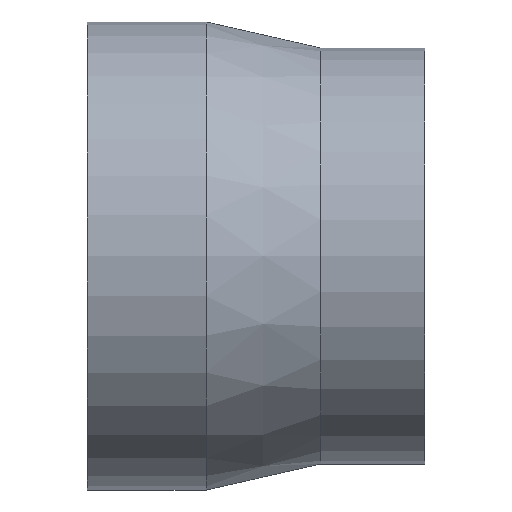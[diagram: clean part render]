
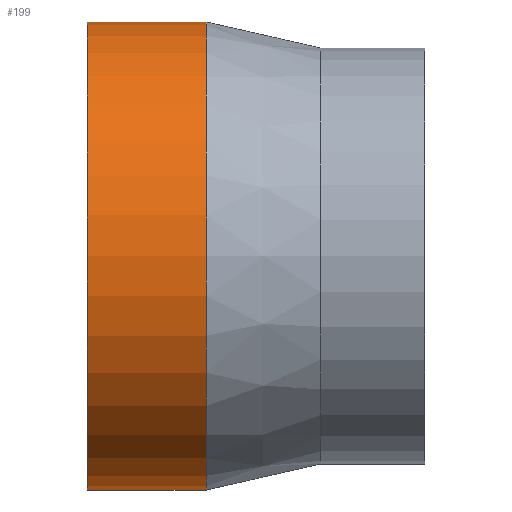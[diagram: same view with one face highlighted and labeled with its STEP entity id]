
A CAD part, top view. The second image highlights one B-rep face of the part: STEP entity #199.
In plain terms, the highlighted cylindrical face has radius 157.5 mm (diameter 315 mm), a partial arc.
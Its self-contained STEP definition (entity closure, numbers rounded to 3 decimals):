
#109 = VERTEX_POINT( '', #249 );
#113 = VERTEX_POINT( '', #253 );
#115 = EDGE_CURVE( '', #129, #109, #255, .T. );
#121 = EDGE_CURVE( '', #113, #109, #261, .T. );
#129 = VERTEX_POINT( '', #269 );
#173 = EDGE_CURVE( '', #113, #193, #317, .T. );
#193 = VERTEX_POINT( '', #342 );
#195 = EDGE_CURVE( '', #193, #129, #344, .T. );
#199 = ADVANCED_FACE( '', ( #348 ), #349, .T. );
#249 = CARTESIAN_POINT( '', ( 0., 157.5, 0. ) );
#253 = CARTESIAN_POINT( '', ( 0., -157.5, 0. ) );
#255 = LINE( '', #401, #402 );
#261 = CIRCLE( '', #412, 157.5 );
#269 = CARTESIAN_POINT( '', ( 80., 157.5, 0. ) );
#317 = LINE( '', #491, #492 );
#342 = CARTESIAN_POINT( '', ( 80., -157.5, 0. ) );
#344 = CIRCLE( '', #522, 157.5 );
#348 = FACE_OUTER_BOUND( '', #527, .T. );
#349 = CYLINDRICAL_SURFACE( '', #528, 157.5 );
#401 = CARTESIAN_POINT( '', ( 40., 157.5, 0. ) );
#402 = VECTOR( '', #580, 1. );
#412 = AXIS2_PLACEMENT_3D( '', #585, #586, #587 );
#491 = CARTESIAN_POINT( '', ( 40., -157.5, 0. ) );
#492 = VECTOR( '', #651, 1. );
#522 = AXIS2_PLACEMENT_3D( '', #689, #690, #691 );
#527 = EDGE_LOOP( '', ( #696, #697, #698, #699 ) );
#528 = AXIS2_PLACEMENT_3D( '', #700, #701, #702 );
#580 = DIRECTION( '', ( -1., 0., 0. ) );
#585 = CARTESIAN_POINT( '', ( 0., 0., 0. ) );
#586 = DIRECTION( '', ( -1., 0., 0. ) );
#587 = DIRECTION( '', ( 0., 1., 0. ) );
#651 = DIRECTION( '', ( 1., 0., 0. ) );
#689 = CARTESIAN_POINT( '', ( 80., 0., 0. ) );
#690 = DIRECTION( '', ( -1., 0., 0. ) );
#691 = DIRECTION( '', ( 0., 1., 0. ) );
#696 = ORIENTED_EDGE( '', *, *, #115, .T. );
#697 = ORIENTED_EDGE( '', *, *, #121, .F. );
#698 = ORIENTED_EDGE( '', *, *, #173, .T. );
#699 = ORIENTED_EDGE( '', *, *, #195, .T. );
#700 = CARTESIAN_POINT( '', ( 40., 0., 0. ) );
#701 = DIRECTION( '', ( 1., 0., 0. ) );
#702 = DIRECTION( '', ( 0., 1., 0. ) );
